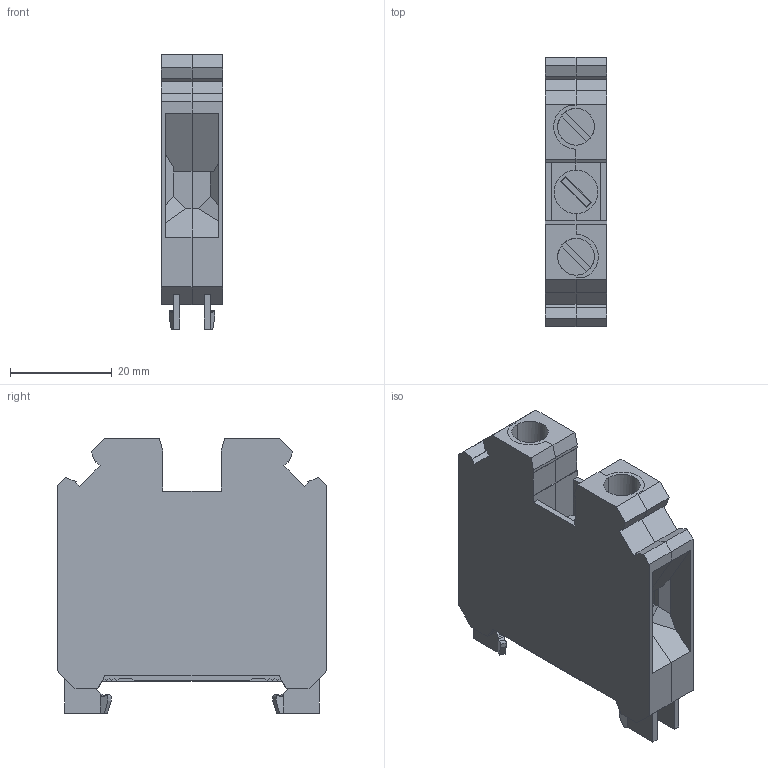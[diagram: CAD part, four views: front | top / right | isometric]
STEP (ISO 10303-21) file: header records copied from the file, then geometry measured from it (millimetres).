
FILE_DESCRIPTION(('Creo Elements/Direct Modeling STEP Export'),'2;1');
FILE_NAME('model.stp','2020-03-03T12:29:15',(''),(''),'Creo Elements/Direct Modeling STEP processor for AP214 (Solid Model)','Creo Elements/Direct Modeling 20.1A 29-Sep-2018 (C) Parametric Technology GmbH','');
FILE_SCHEMA(('AUTOMOTIVE_DESIGN { 1 0 10303 214 1 1 1 1 }'));
Length unit declared in the file: millimetre
Products named in the file (2): UT_16_PS_S-select
Assembly tree (1 placements, depth 2):
  UT_16_PS_S-select
    UT_16_PS_S-select
Bounding box: 12.15 x 52.8 x 53.85 mm (x, y, z)
Volume: 22821.1 mm3; surface area: 9886.4 mm2
Topology: 1 solids, 1 shells, 276 faces, 765 edges, 494 vertices
Faces by surface type: plane 246, cylinder 20, bspline 8, cone 2
Entity records: 10967 total; most frequent: CARTESIAN_POINT 2282, ORIENTED_EDGE 1530, DIRECTION 1083, EDGE_CURVE 765, VECTOR 605, LINE 605, VERTEX_POINT 494, EDGE_LOOP 279
